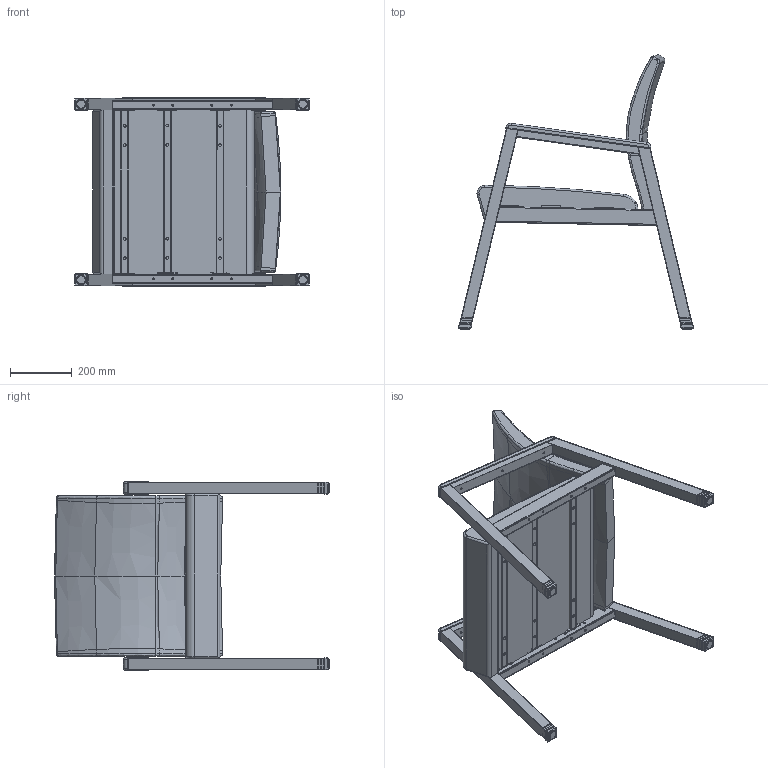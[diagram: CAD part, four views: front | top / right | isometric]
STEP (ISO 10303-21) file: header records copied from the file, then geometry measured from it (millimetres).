
FILE_DESCRIPTION(/* description */ (''),/* implementation_level */ '2;1');
FILE_NAME(/* name */ 'KAD10J.stp',/* time_stamp */ '2016-10-19T09:53:03-04:00',/* author */ ('emerkel'),/* organization */ (''),/* preprocessor_version */ 'ST-DEVELOPER v16.5',/* originating_system */ 'Autodesk Inventor 2017',/* authorisation */ '');
FILE_SCHEMA (('AUTOMOTIVE_DESIGN { 1 0 10303 214 3 1 1 }'));
Length unit declared in the file: inch
Products named in the file (20): KAD10J; STUBE1.5X21; TUBE1.5 X21; STUBE PLT-1; UBACK KAD10; USEAT KAD10; KOW10 MAC BLK; KAD ARML BRZ; KAD FRONT LEG-F; KAD TOP BAR-F; KAD REAR LEG-F; KAD BOTTOM BAR-F; KAD ARMR BRZ; KAD FRONT LEG-F_MIR; KAD TOP BAR-F_MIR; KAD REAR LEG-F_MIR; KAD BOTTOM BAR-F_MIR; LEG CAP KOL-1; LEG CAP KOL-1_1; GLD BLK 5-16
Assembly tree (26 placements, depth 3):
  KAD10J
    STUBE1.5X21  x3
      TUBE1.5 X21
      STUBE PLT-1
    UBACK KAD10
    USEAT KAD10
    KOW10 MAC BLK  x2
    KAD ARML BRZ
      KAD FRONT LEG-F
      KAD TOP BAR-F
      KAD REAR LEG-F
      KAD BOTTOM BAR-F
    KAD ARMR BRZ
      KAD FRONT LEG-F_MIR
      KAD TOP BAR-F_MIR
      KAD REAR LEG-F_MIR
      KAD BOTTOM BAR-F_MIR
    LEG CAP KOL-1  x4
      LEG CAP KOL-1_1
      GLD BLK 5-16
Bounding box: 762.72 x 891.62 x 612.77 mm (x, y, z)
Volume: 40137849.8 mm3; surface area: 3255874.2 mm2
Topology: 34 solids, 42 shells, 3021 faces, 6529 edges, 3604 vertices
Faces by surface type: cylinder 1010, bspline 728, plane 659, torus 540, sphere 80, cone 4
Full cylindrical faces by diameter (mm): 4.366 x8, 6.35 x44, 6.528 x8, 7.137 x24, 7.925 x8, 8.712 x24, 9.906 x4, 11.989 x4, 31.75 x4
Entity records: 39550 total; most frequent: CARTESIAN_POINT 18626, ORIENTED_EDGE 4256, DIRECTION 3956, EDGE_CURVE 2130, AXIS2_PLACEMENT_3D 1567, VERTEX_POINT 1258, EDGE_LOOP 1198, FACE_OUTER_BOUND 986
